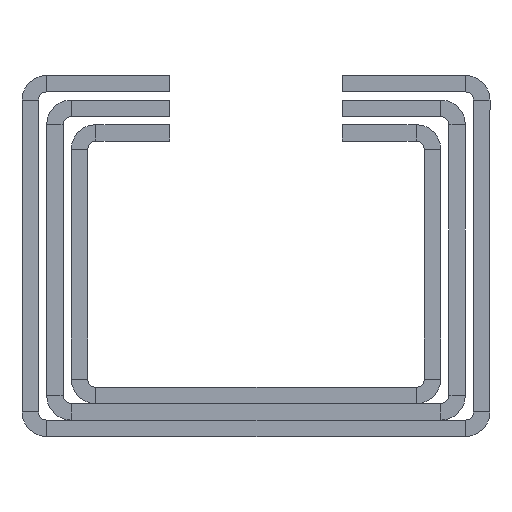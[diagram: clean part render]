
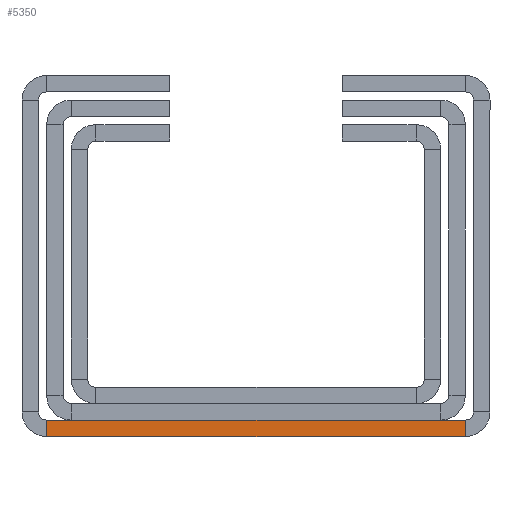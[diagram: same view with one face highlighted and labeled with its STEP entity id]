
A CAD part, front view. The second image highlights one B-rep face of the part: STEP entity #5350.
In plain terms, the highlighted planar face has unit normal (0, -1, 0).
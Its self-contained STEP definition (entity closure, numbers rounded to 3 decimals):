
#524 = LINE ( 'NONE', #3062, #571 ) ;
#536 = LINE ( 'NONE', #3454, #559 ) ;
#559 = VECTOR ( 'NONE', #3086, 1000. ) ;
#571 = VECTOR ( 'NONE', #3083, 1000. ) ;
#578 = VECTOR ( 'NONE', #3021, 1000. ) ;
#603 = LINE ( 'NONE', #3080, #578 ) ;
#773 = FACE_OUTER_BOUND ( 'NONE', #1537, .T. ) ;
#1537 = EDGE_LOOP ( 'NONE', ( #5065, #4960, #4948, #4735 ) ) ;
#1702 = AXIS2_PLACEMENT_3D ( 'NONE', #4295, #4289, #4271 ) ;
#1951 = EDGE_CURVE ( 'NONE', #4469, #4905, #4532, .T. ) ;
#2067 = EDGE_CURVE ( 'NONE', #4905, #4629, #536, .T. ) ;
#2069 = EDGE_CURVE ( 'NONE', #4469, #4813, #524, .T. ) ;
#2074 = EDGE_CURVE ( 'NONE', #4813, #4629, #603, .T. ) ;
#2636 = CARTESIAN_POINT ( 'NONE',  ( 3., -800., -2. ) ) ;
#2679 = CARTESIAN_POINT ( 'NONE',  ( 54., -800., 0. ) ) ;
#2899 = DIRECTION ( 'NONE',  ( 0., 0., -1. ) ) ;
#2902 = CARTESIAN_POINT ( 'NONE',  ( 3., -800., 0. ) ) ;
#3021 = DIRECTION ( 'NONE',  ( 0., 0., -1. ) ) ;
#3062 = CARTESIAN_POINT ( 'NONE',  ( 0., -800., 0. ) ) ;
#3080 = CARTESIAN_POINT ( 'NONE',  ( 54., -800., 0. ) ) ;
#3083 = DIRECTION ( 'NONE',  ( 1., 0., 0. ) ) ;
#3086 = DIRECTION ( 'NONE',  ( 1., 0., 0. ) ) ;
#3164 = CARTESIAN_POINT ( 'NONE',  ( 3., -800., 0. ) ) ;
#3204 = CARTESIAN_POINT ( 'NONE',  ( 54., -800., -2. ) ) ;
#3454 = CARTESIAN_POINT ( 'NONE',  ( 0., -800., -2. ) ) ;
#3739 = PLANE ( 'NONE',  #1702 ) ;
#4271 = DIRECTION ( 'NONE',  ( 0., 0., -1. ) ) ;
#4289 = DIRECTION ( 'NONE',  ( 0., -1., 0. ) ) ;
#4295 = CARTESIAN_POINT ( 'NONE',  ( 0., -800., -2. ) ) ;
#4469 = VERTEX_POINT ( 'NONE', #3164 ) ;
#4482 = VECTOR ( 'NONE', #2899, 1000. ) ;
#4532 = LINE ( 'NONE', #2902, #4482 ) ;
#4629 = VERTEX_POINT ( 'NONE', #3204 ) ;
#4735 = ORIENTED_EDGE ( 'NONE', *, *, #2067, .T. ) ;
#4813 = VERTEX_POINT ( 'NONE', #2679 ) ;
#4905 = VERTEX_POINT ( 'NONE', #2636 ) ;
#4948 = ORIENTED_EDGE ( 'NONE', *, *, #1951, .T. ) ;
#4960 = ORIENTED_EDGE ( 'NONE', *, *, #2069, .F. ) ;
#5065 = ORIENTED_EDGE ( 'NONE', *, *, #2074, .F. ) ;
#5350 = ADVANCED_FACE ( 'NONE', ( #773 ), #3739, .T. ) ;
